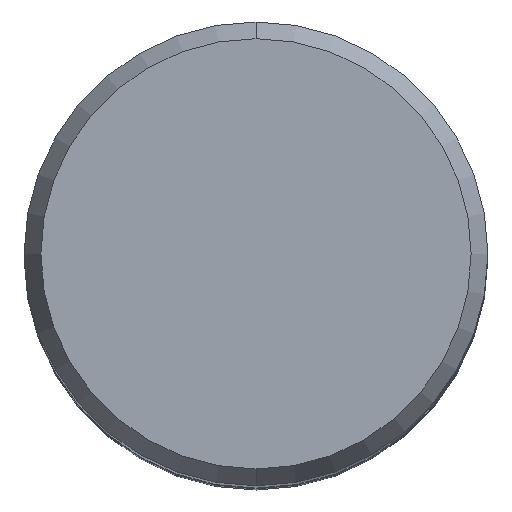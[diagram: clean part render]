
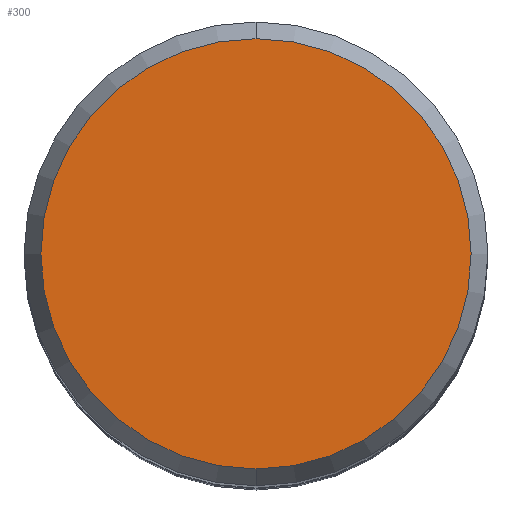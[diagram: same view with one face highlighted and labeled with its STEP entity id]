
A CAD part, top view. The second image highlights one B-rep face of the part: STEP entity #300.
In plain terms, the highlighted planar face has unit normal (0, 0, 1).
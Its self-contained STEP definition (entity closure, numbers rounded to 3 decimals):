
#236=EDGE_CURVE('',#374,#372,#570,.T.);
#300=ADVANCED_FACE('',(#640),#641,.T.);
#372=VERTEX_POINT('',#722);
#374=VERTEX_POINT('',#724);
#482=EDGE_CURVE('',#372,#374,#845,.T.);
#570=CIRCLE('',#952,8.837);
#640=FACE_OUTER_BOUND('',#1063,.T.);
#641=PLANE('',#1064);
#722=CARTESIAN_POINT('',(0.0,8.837,0.));
#724=CARTESIAN_POINT('',(0.,-8.837,0.));
#845=CIRCLE('',#1605,8.837);
#952=AXIS2_PLACEMENT_3D('',#1730,#1731,#1732);
#1063=EDGE_LOOP('',(#1808,#1809));
#1064=AXIS2_PLACEMENT_3D('',#1810,#1811,#1812);
#1605=AXIS2_PLACEMENT_3D('',#2044,#2045,#2046);
#1730=CARTESIAN_POINT('',(0.0,0.0,0.));
#1731=DIRECTION('',(0.0,0.0,-1.0));
#1732=DIRECTION('',(0.0,1.0,0.0));
#1808=ORIENTED_EDGE('',*,*,#482,.F.);
#1809=ORIENTED_EDGE('',*,*,#236,.F.);
#1810=CARTESIAN_POINT('',(0.0,4.419,0.));
#1811=DIRECTION('',(-0.0,0.0,1.0));
#1812=DIRECTION('',(0.0,-1.0,0.0));
#2044=CARTESIAN_POINT('',(0.0,0.0,0.));
#2045=DIRECTION('',(0.0,0.0,-1.0));
#2046=DIRECTION('',(0.0,1.0,0.0));
